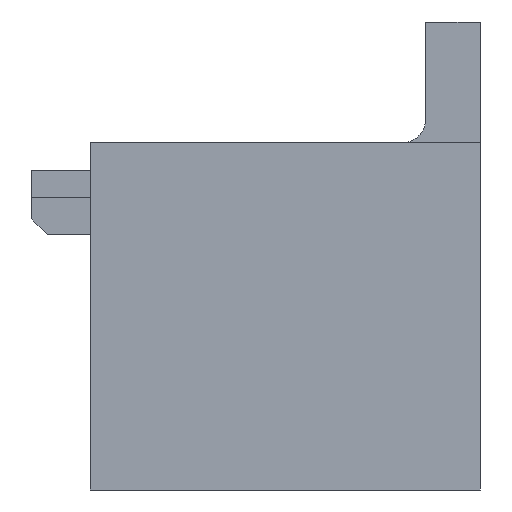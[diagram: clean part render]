
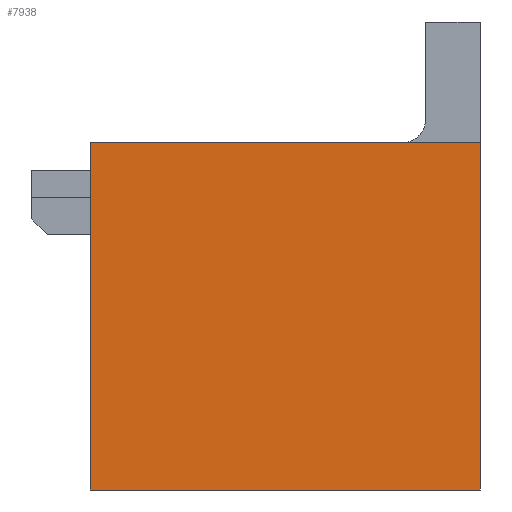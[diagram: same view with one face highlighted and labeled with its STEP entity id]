
A CAD part, left-side view. The second image highlights one B-rep face of the part: STEP entity #7938.
In plain terms, the highlighted planar face has unit normal (-1, 0, 0).
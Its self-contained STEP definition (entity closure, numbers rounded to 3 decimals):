
#1=DIRECTION('',(0.,-1.,0.));
#2=VECTOR('',#1,5.);
#3=CARTESIAN_POINT('',(-9.65,2.125,-2.225));
#4=LINE('',#3,#2);
#1019=DIRECTION('',(0.,0.,1.));
#1020=VECTOR('',#1019,4.45);
#1021=CARTESIAN_POINT('',(-9.65,-2.875,-2.225));
#1022=LINE('',#1021,#1020);
#2804=DIRECTION('',(0.,-1.,0.));
#2805=VECTOR('',#2804,5.);
#2806=CARTESIAN_POINT('',(-9.65,2.125,2.225));
#2807=LINE('',#2806,#2805);
#2820=DIRECTION('',(0.,0.,-1.));
#2821=VECTOR('',#2820,4.45);
#2822=CARTESIAN_POINT('',(-9.65,2.125,2.225));
#2823=LINE('',#2822,#2821);
#2873=CARTESIAN_POINT('',(-9.65,-2.875,-2.225));
#2875=VERTEX_POINT('',#2873);
#2877=CARTESIAN_POINT('',(-9.65,-2.875,2.225));
#2878=VERTEX_POINT('',#2877);
#2881=CARTESIAN_POINT('',(-9.65,2.125,2.225));
#2882=CARTESIAN_POINT('',(-9.65,2.125,-2.225));
#2883=VERTEX_POINT('',#2881);
#2884=VERTEX_POINT('',#2882);
#7927=CARTESIAN_POINT('',(-9.65,2.875,-2.225));
#7928=DIRECTION('',(-1.,0.,0.));
#7929=DIRECTION('',(0.,-1.,0.));
#7930=AXIS2_PLACEMENT_3D('',#7927,#7928,#7929);
#7931=PLANE('',#7930);
#7932=ORIENTED_EDGE('',*,*,#3844,.F.);
#7933=ORIENTED_EDGE('',*,*,#7909,.T.);
#7934=ORIENTED_EDGE('',*,*,#4762,.F.);
#7935=ORIENTED_EDGE('',*,*,#3824,.F.);
#7936=EDGE_LOOP('',(#7932,#7933,#7934,#7935));
#7937=FACE_OUTER_BOUND('',#7936,.F.);
#7938=ADVANCED_FACE('',(#7937),#7931,.T.);
#3824=EDGE_CURVE('',#2884,#2875,#4,.T.);
#3844=EDGE_CURVE('',#2883,#2884,#2823,.T.);
#4762=EDGE_CURVE('',#2875,#2878,#1022,.T.);
#7909=EDGE_CURVE('',#2883,#2878,#2807,.T.);
